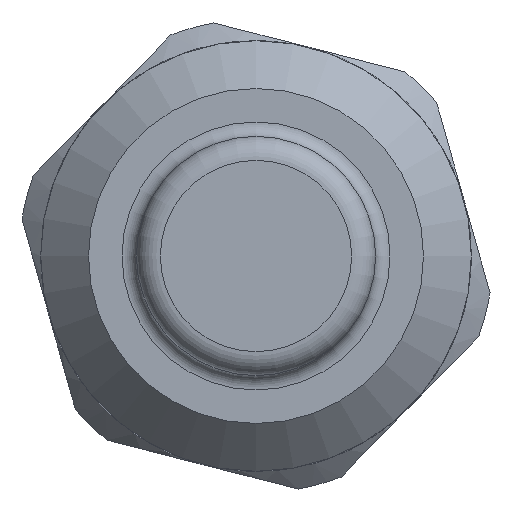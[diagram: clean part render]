
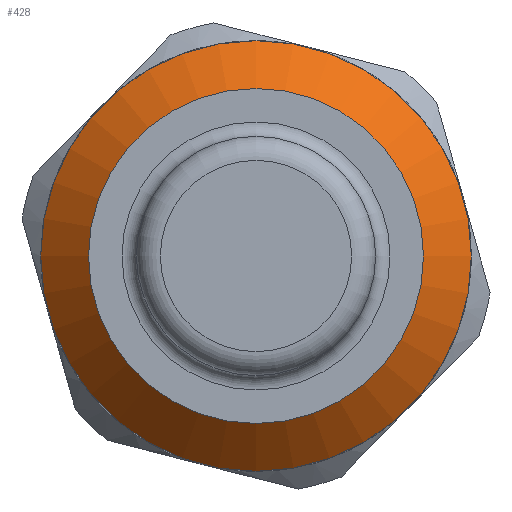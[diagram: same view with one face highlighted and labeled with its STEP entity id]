
A CAD part, left-side view. The second image highlights one B-rep face of the part: STEP entity #428.
In plain terms, the highlighted conical face has half-angle 45 degrees and reference radius 4 mm.
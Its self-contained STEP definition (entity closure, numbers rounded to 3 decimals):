
#397=CARTESIAN_POINT('',(11.,4.5,0.0));
#398=VERTEX_POINT('',#397);
#399=CARTESIAN_POINT('',(11.,0.0,0.0));
#400=DIRECTION('',(1.0,0.0,0.0));
#401=DIRECTION('',(0.0,1.0,0.0));
#402=AXIS2_PLACEMENT_3D('',#399,#400,#401);
#403=CIRCLE('',#402,4.5);
#404=EDGE_CURVE('',#398,#398,#403,.T.);
#409=CARTESIAN_POINT('',(10.5,0.0,0.0));
#410=DIRECTION('',(1.0,0.0,0.0));
#411=DIRECTION('',(0.0,1.0,0.0));
#412=AXIS2_PLACEMENT_3D('',#409,#410,#411);
#413=CONICAL_SURFACE('',#412,4.0,45.);
#414=ORIENTED_EDGE('',*,*,#404,.F.);
#415=EDGE_LOOP('',(#414));
#416=FACE_OUTER_BOUND('',#415,.T.);
#417=CARTESIAN_POINT('',(10.0,3.5,0.0));
#418=VERTEX_POINT('',#417);
#419=CARTESIAN_POINT('',(10.0,0.0,0.0));
#420=DIRECTION('',(1.0,0.0,0.0));
#421=DIRECTION('',(0.0,1.0,0.0));
#422=AXIS2_PLACEMENT_3D('',#419,#420,#421);
#423=CIRCLE('',#422,3.5);
#424=EDGE_CURVE('',#418,#418,#423,.T.);
#425=ORIENTED_EDGE('',*,*,#424,.T.);
#426=EDGE_LOOP('',(#425));
#427=FACE_BOUND('',#426,.T.);
#428=ADVANCED_FACE('',(#416,#427),#413,.T.);
